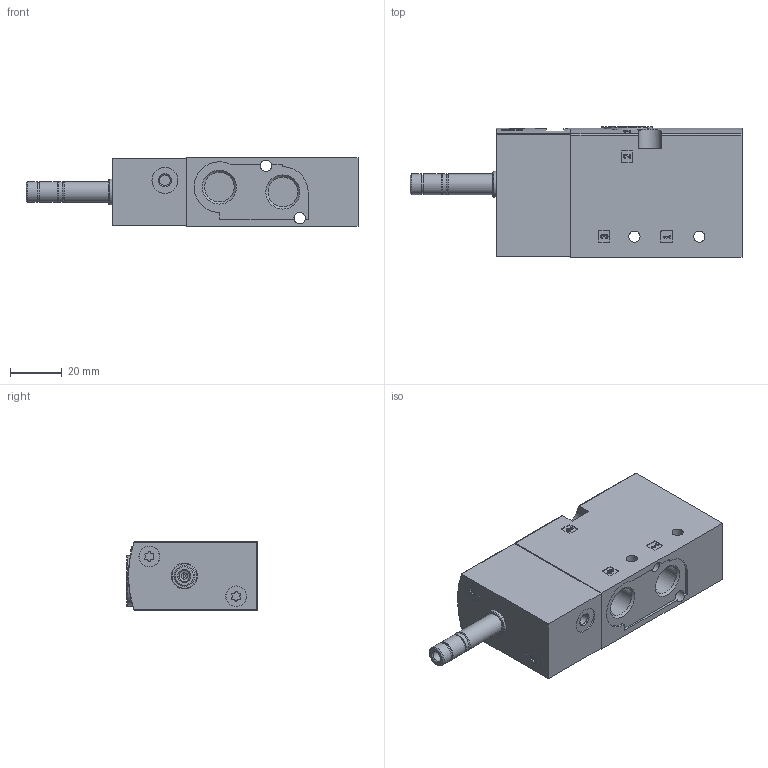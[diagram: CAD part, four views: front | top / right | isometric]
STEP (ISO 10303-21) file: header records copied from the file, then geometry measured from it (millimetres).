
FILE_DESCRIPTION(/* description */ ('STEP AP214'),/* implementation_level */ '2;1');
FILE_NAME(/* name */ '575487_VUVS-L25-M32U-AZD-G14-F8',/* time_stamp */ '2024-09-17T18:31:13+02:00',/* author */ ('License CC BY-ND 4.0'),/* organization */ ('CADENAS'),/* preprocessor_version */ 'ST-DEVELOPER v19.3',/* originating_system */ 'PARTsolutions',/* authorisation */ ' ');
FILE_SCHEMA (('AUTOMOTIVE_DESIGN {1 0 10303 214 3 1 1}'));
Length unit declared in the file: millimetre
Products named in the file (4): 575487 VUVS-L25-M32U-AZD-G14-F8; 1631129 VUVS-L25-M32C-AZD-G14 HOUSING---(H---0_-); 2925370 VUVS-L25-G-Z-COVER53---(H---0_-); 1808371 F-M4x37.5-10.9
Assembly tree (4 placements, depth 2):
  575487 VUVS-L25-M32U-AZD-G14-F8
    1631129 VUVS-L25-M32C-AZD-G14 HOUSING---(H---0_-)
    2925370 VUVS-L25-G-Z-COVER53---(H---0_-)
    1808371 F-M4x37.5-10.9  x2
Bounding box: 128.1 x 50.5 x 26.5 mm (x, y, z)
Volume: 115116.8 mm3; surface area: 26681 mm2
Topology: 4 solids, 4 shells, 327 faces, 817 edges, 532 vertices
Faces by surface type: plane 170, cylinder 124, cone 29, torus 4
Full cylindrical faces by diameter (mm): 0.9 x1, 2.4 x1, 2.5 x3, 3.242 x2, 3.8 x2, 4 x2, 4.134 x2, 4.3 x2, 4.4 x2, 4.7 x2, 7.1 x1, 7.9 x2, 8 x6, 10 x2, 11.445 x3, 19.5 x1
Entity records: 9526 total; most frequent: CARTESIAN_POINT 1562, DIRECTION 1551, ORIENTED_EDGE 1390, EDGE_CURVE 695, AXIS2_PLACEMENT_3D 556, VERTEX_POINT 494, LINE 439, VECTOR 439
